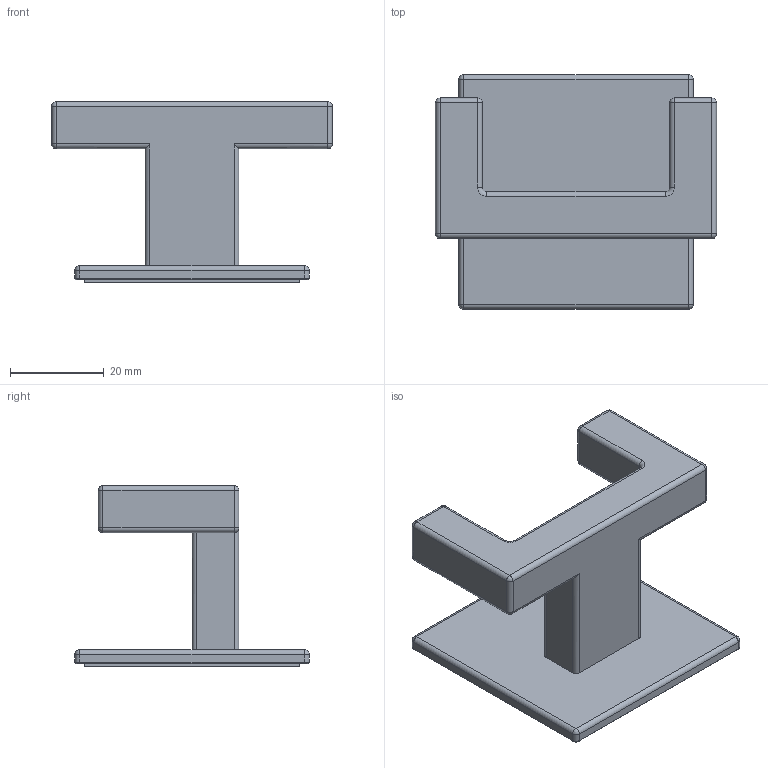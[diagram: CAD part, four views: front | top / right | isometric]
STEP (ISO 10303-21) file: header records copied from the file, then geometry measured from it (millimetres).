
FILE_DESCRIPTION(('Creo Elements/Direct Modeling STEP Export'),'2;1');
FILE_NAME('2331.stp','2022-05-04T 9:24:27',(''),(''),'Creo Elements/Direct Modeling STEP processor for AP214 (Solid Model)','Creo Elements/Direct Modeling 20.0 12-Nov-2016 (C) Parametric Technology GmbH','');
FILE_SCHEMA(('AUTOMOTIVE_DESIGN { 1 0 10303 214 1 1 1 1 }'));
Length unit declared in the file: millimetre
Products named in the file (5): Grundplatte; Haken1; Schraube_M_4x12_DIN_965.1; Klebepad; ZN-9232
Assembly tree (4 placements, depth 2):
  ZN-9232
    Klebepad
    Schraube_M_4x12_DIN_965.1
    Haken1
    Grundplatte
Bounding box: 60 x 50 x 38.5 mm (x, y, z)
Volume: 16198.4 mm3; surface area: 19744.4 mm2
Topology: 4 solids, 4 shells, 378 faces, 1001 edges, 627 vertices
Faces by surface type: plane 272, cylinder 63, sphere 16, extrusion 13, torus 8, cone 6
Entity records: 11521 total; most frequent: CARTESIAN_POINT 2190, ORIENTED_EDGE 1966, DIRECTION 1780, EDGE_CURVE 983, VECTOR 828, LINE 815, VERTEX_POINT 627, AXIS2_PLACEMENT_3D 476
